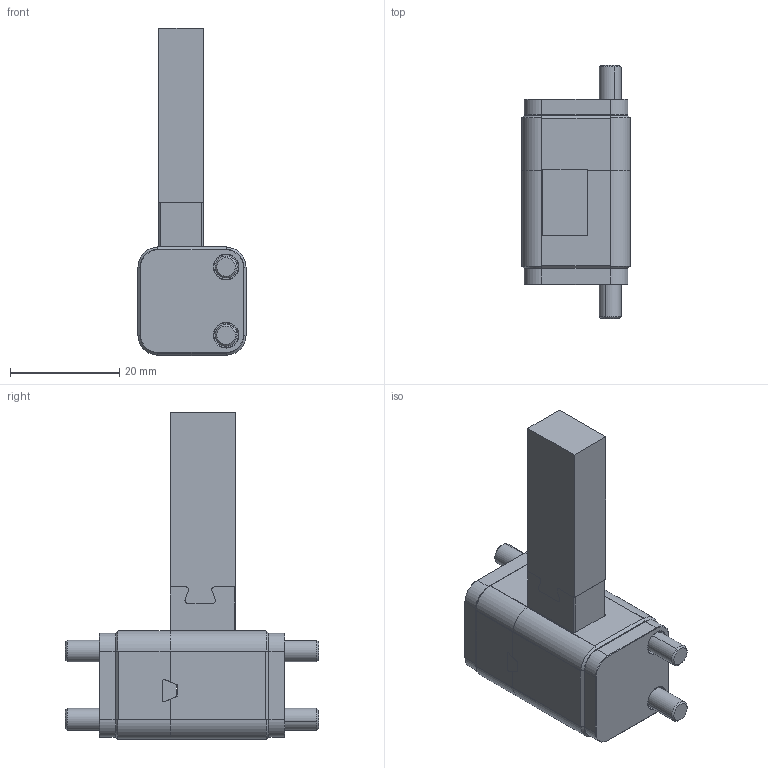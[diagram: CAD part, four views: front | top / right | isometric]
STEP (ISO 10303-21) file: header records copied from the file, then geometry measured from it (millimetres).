
FILE_DESCRIPTION (( 'STEP AP214' ), '1' );
FILE_NAME ('SU081220.STEP', '2016-04-01T14:06:54', ( '' ), ( '' ), 'SwSTEP 2.0', 'SolidWorks 2015', '' );
FILE_SCHEMA (( 'AUTOMOTIVE_DESIGN' ));
Length unit declared in the file: millimetre
Products named in the file (13): 8SU082020; 1TOA-M4X19; 7TO-M6X9; 1TOA-M4X27; SU081220; 7SU081200; 8SI081232; 9GU102020-1; 8SU080319; 3MUELLE-7TO-M6-1; 1BOLAØ3,5; 9GU102020; 9GU102020-2
Assembly tree (15 placements, depth 3):
  SU081220
    8SU082020
    8SI081232
    7SU081200
    1TOA-M4X19  x2
    1TOA-M4X27  x2
    9GU102020
      9GU102020-1
      9GU102020-2
    7TO-M6X9
    1BOLAØ3,5
    3MUELLE-7TO-M6-1
    8SU080319  x2
Bounding box: 20 x 46.4 x 60 mm (x, y, z)
Volume: 16101.9 mm3; surface area: 11767.7 mm2
Topology: 14 solids, 14 shells, 482 faces, 1160 edges, 722 vertices
Faces by surface type: plane 211, cylinder 152, cone 97, torus 18, sphere 2, bspline 2
Entity records: 13774 total; most frequent: CARTESIAN_POINT 3482, DIRECTION 2124, ORIENTED_EDGE 1938, EDGE_CURVE 969, AXIS2_PLACEMENT_3D 765, VERTEX_POINT 611, VECTOR 594, LINE 594
